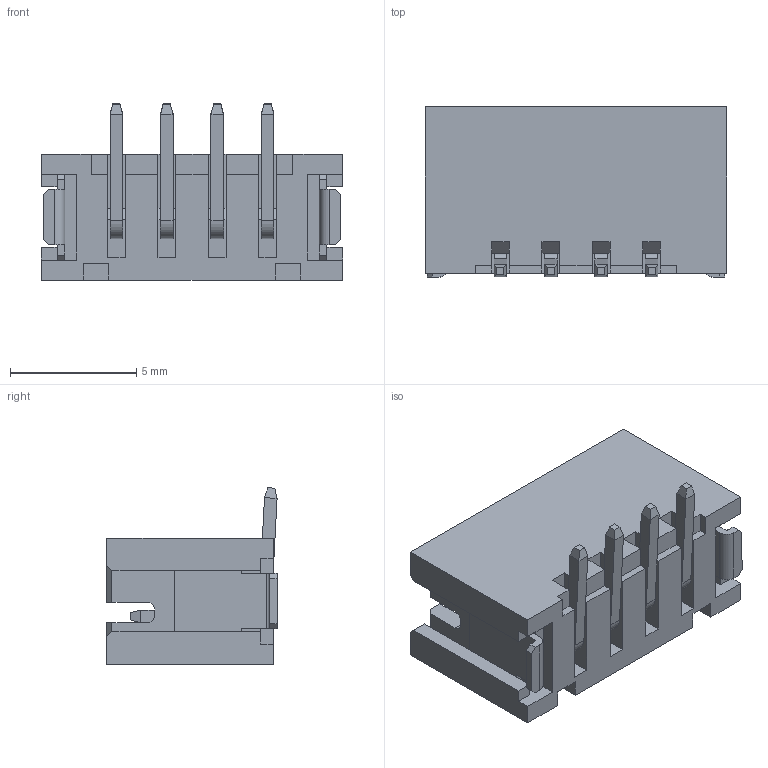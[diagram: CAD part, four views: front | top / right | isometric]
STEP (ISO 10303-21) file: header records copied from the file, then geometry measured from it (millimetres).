
FILE_DESCRIPTION (( 'STEP AP214' ), '1' );
FILE_NAME ('B4B-PH-SM4-TB.STEP', '2023-12-19T15:01:35', ( '' ), ( '' ), 'SwSTEP 2.0', 'SolidWorks 2017', '' );
FILE_SCHEMA (( 'AUTOMOTIVE_DESIGN' ));
Length unit declared in the file: millimetre
Products named in the file (2): B4B-PH-SM4-TB(LF)(SN)_B4B-PH-SM4-TB(LF)(SN); B4B-PH-SM4-TB
Assembly tree (1 placements, depth 2):
  B4B-PH-SM4-TB
    B4B-PH-SM4-TB(LF)(SN)_B4B-PH-SM4-TB(LF)(SN)
Bounding box: 11.95 x 6.75 x 7 mm (x, y, z)
Volume: 201.4 mm3; surface area: 673.3 mm2
Topology: 7 solids, 7 shells, 268 faces, 730 edges, 472 vertices
Faces by surface type: plane 252, cylinder 16
Entity records: 8398 total; most frequent: CARTESIAN_POINT 1474, ORIENTED_EDGE 1460, DIRECTION 1306, EDGE_CURVE 730, LINE 698, VECTOR 698, VERTEX_POINT 472, AXIS2_PLACEMENT_3D 304
